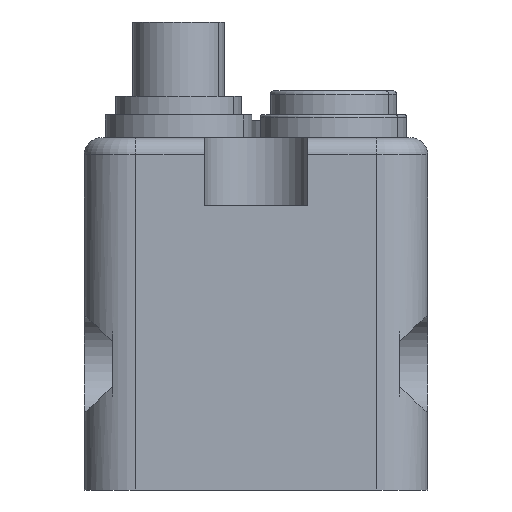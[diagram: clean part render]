
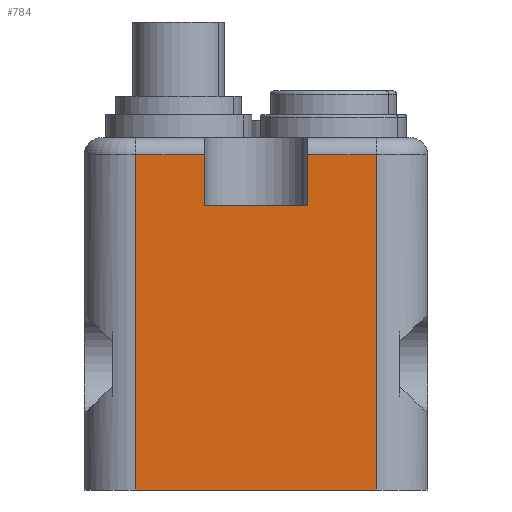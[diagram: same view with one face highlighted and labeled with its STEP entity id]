
A CAD part, left-side view. The second image highlights one B-rep face of the part: STEP entity #784.
In plain terms, the highlighted planar face has unit normal (-1, 0, 0).
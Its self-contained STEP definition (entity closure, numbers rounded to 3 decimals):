
#716=AXIS2_PLACEMENT_3D('Plane Axis2P3D',#713,#714,#715) ;
#713=CARTESIAN_POINT('Axis2P3D Location',(0.,0.,0.)) ;
#718=CARTESIAN_POINT('Line Origine',(0.,7.5,29.25)) ;
#722=CARTESIAN_POINT('Vertex',(0.,10.5,29.25)) ;
#724=CARTESIAN_POINT('Vertex',(0.,4.5,29.25)) ;
#727=CARTESIAN_POINT('Line Origine',(0.,10.5,27.025)) ;
#731=CARTESIAN_POINT('Vertex',(0.,10.5,24.8)) ;
#734=CARTESIAN_POINT('Line Origine',(0.,15.,24.8)) ;
#738=CARTESIAN_POINT('Vertex',(0.,19.5,24.8)) ;
#741=CARTESIAN_POINT('Line Origine',(0.,19.5,27.025)) ;
#745=CARTESIAN_POINT('Vertex',(0.,19.5,29.25)) ;
#748=CARTESIAN_POINT('Line Origine',(0.,22.5,29.25)) ;
#752=CARTESIAN_POINT('Vertex',(0.,25.5,29.25)) ;
#755=CARTESIAN_POINT('Line Origine',(0.,25.5,14.625)) ;
#759=CARTESIAN_POINT('Vertex',(0.,25.5,0.)) ;
#762=CARTESIAN_POINT('Line Origine',(0.,15.,0.)) ;
#766=CARTESIAN_POINT('Vertex',(0.,4.5,0.)) ;
#769=CARTESIAN_POINT('Line Origine',(0.,4.5,14.625)) ;
#714=DIRECTION('Axis2P3D Direction',(1.,0.,0.)) ;
#715=DIRECTION('Axis2P3D XDirection',(0.,1.,0.)) ;
#719=DIRECTION('Vector Direction',(0.,1.,0.)) ;
#728=DIRECTION('Vector Direction',(0.,0.,1.)) ;
#735=DIRECTION('Vector Direction',(0.,-1.,0.)) ;
#742=DIRECTION('Vector Direction',(0.,0.,1.)) ;
#749=DIRECTION('Vector Direction',(0.,1.,0.)) ;
#756=DIRECTION('Vector Direction',(0.,0.,1.)) ;
#763=DIRECTION('Vector Direction',(0.,1.,0.)) ;
#770=DIRECTION('Vector Direction',(0.,0.,1.)) ;
#720=VECTOR('Line Direction',#719,1.) ;
#729=VECTOR('Line Direction',#728,1.) ;
#736=VECTOR('Line Direction',#735,1.) ;
#743=VECTOR('Line Direction',#742,1.) ;
#750=VECTOR('Line Direction',#749,1.) ;
#757=VECTOR('Line Direction',#756,1.) ;
#764=VECTOR('Line Direction',#763,1.) ;
#771=VECTOR('Line Direction',#770,1.) ;
#775=ORIENTED_EDGE('',*,*,#726,.F.) ;
#776=ORIENTED_EDGE('',*,*,#733,.F.) ;
#777=ORIENTED_EDGE('',*,*,#740,.F.) ;
#778=ORIENTED_EDGE('',*,*,#747,.T.) ;
#779=ORIENTED_EDGE('',*,*,#754,.T.) ;
#780=ORIENTED_EDGE('',*,*,#761,.F.) ;
#781=ORIENTED_EDGE('',*,*,#768,.T.) ;
#782=ORIENTED_EDGE('',*,*,#773,.T.) ;
#784=ADVANCED_FACE('Hauptkoerper',(#783),#717,.F.) ;
#726=EDGE_CURVE('',#723,#725,#721,.F.) ;
#733=EDGE_CURVE('',#732,#723,#730,.T.) ;
#740=EDGE_CURVE('',#739,#732,#737,.T.) ;
#747=EDGE_CURVE('',#739,#746,#744,.T.) ;
#754=EDGE_CURVE('',#746,#753,#751,.T.) ;
#761=EDGE_CURVE('',#760,#753,#758,.T.) ;
#768=EDGE_CURVE('',#760,#767,#765,.F.) ;
#773=EDGE_CURVE('',#767,#725,#772,.T.) ;
#774=EDGE_LOOP('',(#775,#776,#777,#778,#779,#780,#781,#782)) ;
#783=FACE_OUTER_BOUND('',#774,.T.) ;
#721=LINE('Line',#718,#720) ;
#730=LINE('Line',#727,#729) ;
#737=LINE('Line',#734,#736) ;
#744=LINE('Line',#741,#743) ;
#751=LINE('Line',#748,#750) ;
#758=LINE('Line',#755,#757) ;
#765=LINE('Line',#762,#764) ;
#772=LINE('Line',#769,#771) ;
#717=PLANE('',#716) ;
#723=VERTEX_POINT('',#722) ;
#725=VERTEX_POINT('',#724) ;
#732=VERTEX_POINT('',#731) ;
#739=VERTEX_POINT('',#738) ;
#746=VERTEX_POINT('',#745) ;
#753=VERTEX_POINT('',#752) ;
#760=VERTEX_POINT('',#759) ;
#767=VERTEX_POINT('',#766) ;
